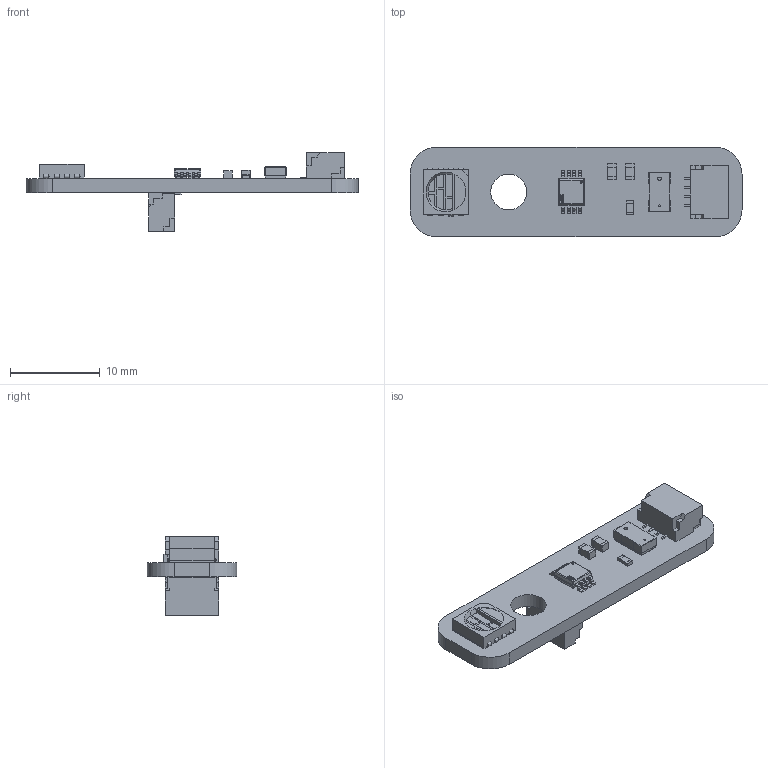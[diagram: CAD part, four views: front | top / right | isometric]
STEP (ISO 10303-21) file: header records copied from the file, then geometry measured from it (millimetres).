
FILE_DESCRIPTION(('Open CASCADE Model'),'2;1');
FILE_NAME('Open CASCADE Shape Model','2023-07-09T21:35:23',('Author'),( 'Open CASCADE'),'Open CASCADE STEP processor 7.5','Open CASCADE 7.5' ,'Unknown');
FILE_SCHEMA(('AUTOMOTIVE_DESIGN { 1 0 10303 214 1 1 1 1 }'));
Length unit declared in the file: millimetre
Products named in the file (45): PCB; Board; Open CASCADE STEP translator 7.5 1.1.1; U1; IC_NXP_Semiconductors_PCA9632DP1_118_eec; 1; 2; NXP Logo; U2; VL53L0CXV0DH; Solder Mask Ext; Solder Pads; Large Sensor Cover; Small Sensor Cover; Chamfered Case; R2; User Library-res0603-1; J2; SPARKFUN_QWIIC_RIGHT_ANGLE; J1; Conn_JST_BM04B-SRSS-TB_LF_SN_eec_RGB4210752; LED1; TC5050RGBW; LED Traces; White LED; Cut; Pin7; Pin3; Pin4; Pin2; Pin1; Pin5; Pin6; Pin8; C2; 1899915658032; Extruded; 1899915657712; C1; 1899915657552 ...
Assembly tree (46 placements, depth 4):
  PCB
    Board
      Open CASCADE STEP translator 7.5 1.1.1
    U1
      IC_NXP_Semiconductors_PCA9632DP1_118_eec
        1
        2
        NXP Logo
    U2
      VL53L0CXV0DH
        Solder Mask Ext
        PCB
        Solder Pads
        Large Sensor Cover
        Small Sensor Cover
        Chamfered Case
    R2
      User Library-res0603-1
    J2
      SPARKFUN_QWIIC_RIGHT_ANGLE
    J1
      Conn_JST_BM04B-SRSS-TB_LF_SN_eec_RGB4210752
    LED1
      TC5050RGBW
        LED Traces
        White LED
        Cut
        Pin7
        Pin3
        Pin4
        Pin2
        Pin1
        Pin5
        Pin6
        Pin8
    C2
      1899915658032
        Extruded
      1899915657712  x2
        Extruded
    C1
      1899915657552
        Extruded
      1899915657872  x2
        Extruded
Bounding box: 37 x 10 x 8.8 mm (x, y, z)
Volume: 706.9 mm3; surface area: 1472 mm2
Topology: 55 solids, 55 shells, 860 faces, 2150 edges, 1414 vertices
Faces by surface type: plane 728, cylinder 84, bspline 36, sphere 8, cone 4
Full cylindrical faces by diameter (mm): 0.2 x2, 0.232 x1, 0.4 x2, 4 x1
Entity records: 27120 total; most frequent: CARTESIAN_POINT 4889, ORIENTED_EDGE 4252, DIRECTION 3960, EDGE_CURVE 2126, LINE 1862, VECTOR 1862, VERTEX_POINT 1398, AXIS2_PLACEMENT_3D 1049
